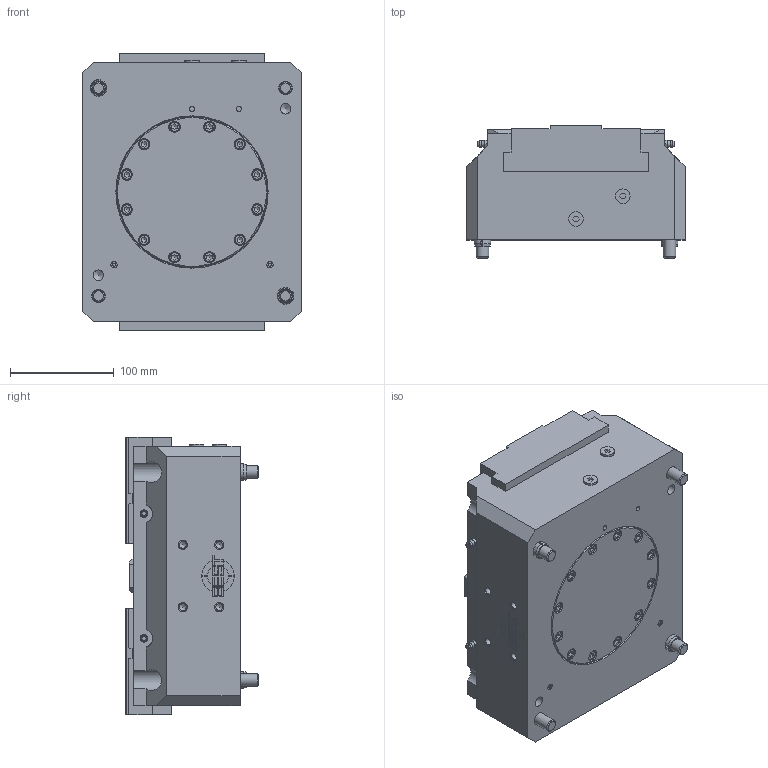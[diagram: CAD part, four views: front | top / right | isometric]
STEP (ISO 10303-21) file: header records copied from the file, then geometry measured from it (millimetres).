
FILE_DESCRIPTION(/* description */ ('Hydr.Zentrierspanner BSH-250 mit langem Hub'),/* implementation_level */ '2;1');
FILE_NAME(/* name */ '100-0250-007-Kunde (verstellbar).stp',/* time_stamp */ '2023-01-20T08:47:10+01:00',/* author */ ('Chiacchiera'),/* organization */ (''),/* preprocessor_version */ 'ST-DEVELOPER v19.2',/* originating_system */ 'Autodesk Inventor 2023',/* authorisation */ '');
FILE_SCHEMA (('AUTOMOTIVE_DESIGN { 1 0 10303 214 3 1 1 }'));
Length unit declared in the file: millimetre
Products named in the file (3): 100-0250-007-Kunde (verstellbar); 100-0250-007-Basis (verstellbar); 100-0250-007-Backe (verstellbar)_Shrinkwrap_1
Assembly tree (3 placements, depth 2):
  100-0250-007-Kunde (verstellbar)
    100-0250-007-Basis (verstellbar)
    100-0250-007-Backe (verstellbar)_Shrinkwrap_1  x2
Bounding box: 210 x 127.5 x 266.7 mm (x, y, z)
Volume: 5158926.5 mm3; surface area: 391627.9 mm2
Topology: 3 solids, 7 shells, 876 faces, 2189 edges, 1395 vertices
Faces by surface type: plane 504, cylinder 200, cone 132, torus 36, sphere 4
Full cylindrical faces by diameter (mm): 3 x2, 4.917 x3, 5 x6, 5.5 x6, 6 x2, 6.647 x8, 8.376 x32, 8.5 x4, 9 x8, 10 x20, 11 x12, 12 x4, 13 x4, 14 x2, 16 x2, 18 x4, 20 x4, 145 x1
Entity records: 23502 total; most frequent: CARTESIAN_POINT 4391, ORIENTED_EDGE 3784, DIRECTION 3769, EDGE_CURVE 1892, AXIS2_PLACEMENT_3D 1331, VERTEX_POINT 1245, LINE 1107, VECTOR 1107
